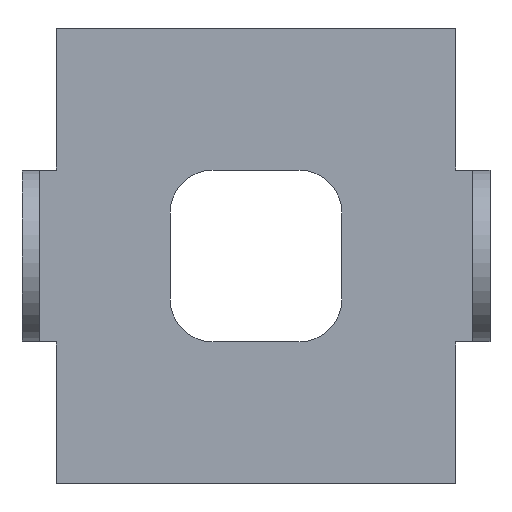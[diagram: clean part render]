
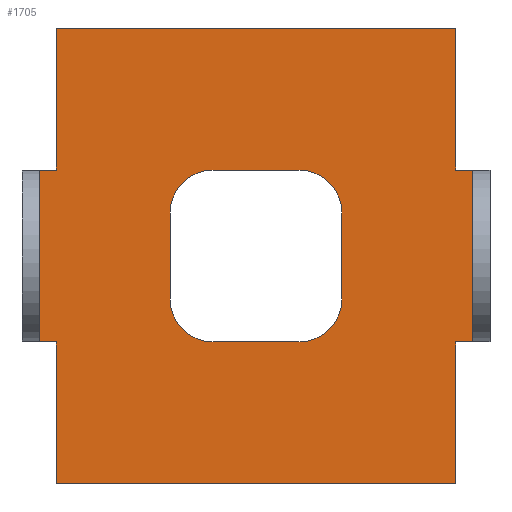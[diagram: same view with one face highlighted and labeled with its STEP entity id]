
A CAD part, front view. The second image highlights one B-rep face of the part: STEP entity #1705.
In plain terms, the highlighted planar face has unit normal (0, -1, 0).
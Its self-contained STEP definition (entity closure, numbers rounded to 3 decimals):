
#100=FACE_BOUND('',#351,.T.);
#115=PLANE('',#1899);
#185=FACE_OUTER_BOUND('',#350,.T.);
#350=EDGE_LOOP('',(#1479,#1480,#1481,#1482,#1483,#1484,#1485,#1486,#1487,
#1488,#1489,#1490));
#351=EDGE_LOOP('',(#1491,#1492,#1493,#1494,#1495,#1496,#1497,#1498));
#421=LINE('',#2696,#551);
#425=LINE('',#2709,#555);
#441=LINE('',#2756,#571);
#445=LINE('',#2765,#575);
#456=LINE('',#2790,#586);
#458=LINE('',#2794,#588);
#461=LINE('',#2799,#591);
#465=LINE('',#2805,#595);
#471=LINE('',#2815,#601);
#479=LINE('',#2837,#609);
#480=LINE('',#2838,#610);
#481=LINE('',#2839,#611);
#482=LINE('',#2842,#612);
#483=LINE('',#2846,#613);
#484=LINE('',#2850,#614);
#485=LINE('',#2854,#615);
#551=VECTOR('',#2235,1000.);
#555=VECTOR('',#2245,1000.);
#571=VECTOR('',#2279,1000.);
#575=VECTOR('',#2285,1000.);
#586=VECTOR('',#2304,1000.);
#588=VECTOR('',#2308,1000.);
#591=VECTOR('',#2313,1000.);
#595=VECTOR('',#2319,1000.);
#601=VECTOR('',#2327,1000.);
#609=VECTOR('',#2347,1000.);
#610=VECTOR('',#2348,1000.);
#611=VECTOR('',#2349,1000.);
#612=VECTOR('',#2350,1000.);
#613=VECTOR('',#2353,1000.);
#614=VECTOR('',#2356,1000.);
#615=VECTOR('',#2359,1000.);
#735=CIRCLE('',#1900,5.);
#736=CIRCLE('',#1901,5.);
#737=CIRCLE('',#1902,5.);
#738=CIRCLE('',#1903,5.);
#829=VERTEX_POINT('',#2694);
#830=VERTEX_POINT('',#2695);
#835=VERTEX_POINT('',#2707);
#836=VERTEX_POINT('',#2708);
#857=VERTEX_POINT('',#2753);
#858=VERTEX_POINT('',#2755);
#861=VERTEX_POINT('',#2762);
#862=VERTEX_POINT('',#2764);
#872=VERTEX_POINT('',#2788);
#873=VERTEX_POINT('',#2793);
#875=VERTEX_POINT('',#2804);
#878=VERTEX_POINT('',#2813);
#887=VERTEX_POINT('',#2840);
#888=VERTEX_POINT('',#2841);
#889=VERTEX_POINT('',#2843);
#890=VERTEX_POINT('',#2845);
#891=VERTEX_POINT('',#2847);
#892=VERTEX_POINT('',#2849);
#893=VERTEX_POINT('',#2851);
#894=VERTEX_POINT('',#2853);
#1027=EDGE_CURVE('',#829,#830,#421,.T.);
#1033=EDGE_CURVE('',#835,#836,#425,.T.);
#1055=EDGE_CURVE('',#858,#857,#441,.T.);
#1059=EDGE_CURVE('',#861,#862,#445,.T.);
#1072=EDGE_CURVE('',#857,#872,#456,.T.);
#1074=EDGE_CURVE('',#858,#873,#458,.T.);
#1077=EDGE_CURVE('',#872,#836,#461,.T.);
#1081=EDGE_CURVE('',#862,#875,#465,.T.);
#1087=EDGE_CURVE('',#861,#878,#471,.T.);
#1099=EDGE_CURVE('',#829,#878,#479,.T.);
#1100=EDGE_CURVE('',#830,#873,#480,.T.);
#1101=EDGE_CURVE('',#875,#835,#481,.T.);
#1102=EDGE_CURVE('',#887,#888,#482,.T.);
#1103=EDGE_CURVE('',#887,#889,#735,.T.);
#1104=EDGE_CURVE('',#890,#889,#483,.T.);
#1105=EDGE_CURVE('',#890,#891,#736,.T.);
#1106=EDGE_CURVE('',#891,#892,#484,.T.);
#1107=EDGE_CURVE('',#892,#893,#737,.T.);
#1108=EDGE_CURVE('',#893,#894,#485,.T.);
#1109=EDGE_CURVE('',#894,#888,#738,.T.);
#1479=ORIENTED_EDGE('',*,*,#1081,.F.);
#1480=ORIENTED_EDGE('',*,*,#1059,.F.);
#1481=ORIENTED_EDGE('',*,*,#1087,.T.);
#1482=ORIENTED_EDGE('',*,*,#1099,.F.);
#1483=ORIENTED_EDGE('',*,*,#1027,.T.);
#1484=ORIENTED_EDGE('',*,*,#1100,.T.);
#1485=ORIENTED_EDGE('',*,*,#1074,.F.);
#1486=ORIENTED_EDGE('',*,*,#1055,.T.);
#1487=ORIENTED_EDGE('',*,*,#1072,.T.);
#1488=ORIENTED_EDGE('',*,*,#1077,.T.);
#1489=ORIENTED_EDGE('',*,*,#1033,.F.);
#1490=ORIENTED_EDGE('',*,*,#1101,.F.);
#1491=ORIENTED_EDGE('',*,*,#1102,.F.);
#1492=ORIENTED_EDGE('',*,*,#1103,.T.);
#1493=ORIENTED_EDGE('',*,*,#1104,.F.);
#1494=ORIENTED_EDGE('',*,*,#1105,.T.);
#1495=ORIENTED_EDGE('',*,*,#1106,.T.);
#1496=ORIENTED_EDGE('',*,*,#1107,.T.);
#1497=ORIENTED_EDGE('',*,*,#1108,.T.);
#1498=ORIENTED_EDGE('',*,*,#1109,.T.);
#1705=ADVANCED_FACE('',(#185,#100),#115,.T.);
#1899=AXIS2_PLACEMENT_3D('',#2836,#2345,#2346);
#1900=AXIS2_PLACEMENT_3D('',#2844,#2351,#2352);
#1901=AXIS2_PLACEMENT_3D('',#2848,#2354,#2355);
#1902=AXIS2_PLACEMENT_3D('',#2852,#2357,#2358);
#1903=AXIS2_PLACEMENT_3D('',#2855,#2360,#2361);
#2235=DIRECTION('',(1.,0.,0.));
#2245=DIRECTION('',(1.,0.,0.));
#2279=DIRECTION('',(0.,0.,1.));
#2285=DIRECTION('',(0.,0.,1.));
#2304=DIRECTION('',(-1.,0.,0.));
#2308=DIRECTION('',(-1.,0.,0.));
#2313=DIRECTION('',(0.,0.,1.));
#2319=DIRECTION('',(1.,0.,0.));
#2327=DIRECTION('',(1.,0.,0.));
#2345=DIRECTION('center_axis',(0.,-1.,0.));
#2346=DIRECTION('ref_axis',(0.,0.,-1.));
#2347=DIRECTION('',(0.,0.,1.));
#2348=DIRECTION('',(0.,0.,1.));
#2349=DIRECTION('',(0.,0.,1.));
#2350=DIRECTION('',(-1.,0.,0.));
#2351=DIRECTION('center_axis',(0.,1.,0.));
#2352=DIRECTION('ref_axis',(0.,0.,-1.));
#2353=DIRECTION('',(0.,0.,1.));
#2354=DIRECTION('center_axis',(0.,1.,0.));
#2355=DIRECTION('ref_axis',(0.,0.,-1.));
#2356=DIRECTION('',(-1.,0.,0.));
#2357=DIRECTION('center_axis',(0.,1.,0.));
#2358=DIRECTION('ref_axis',(0.,0.,-1.));
#2359=DIRECTION('',(0.,0.,1.));
#2360=DIRECTION('center_axis',(0.,1.,0.));
#2361=DIRECTION('ref_axis',(0.,0.,-1.));
#2694=CARTESIAN_POINT('',(-7.,-9.013,-51.));
#2695=CARTESIAN_POINT('',(39.429,-9.013,-51.));
#2696=CARTESIAN_POINT('',(39.429,-9.013,-51.));
#2707=CARTESIAN_POINT('',(-7.,-9.013,2.));
#2708=CARTESIAN_POINT('',(39.429,-9.013,2.));
#2709=CARTESIAN_POINT('',(-33.571,-9.013,2.));
#2753=CARTESIAN_POINT('',(41.429,-9.013,-14.5));
#2755=CARTESIAN_POINT('',(41.429,-9.013,-34.5));
#2756=CARTESIAN_POINT('',(41.429,-9.013,-34.5));
#2762=CARTESIAN_POINT('',(-9.,-9.013,-34.5));
#2764=CARTESIAN_POINT('',(-9.,-9.013,-14.5));
#2765=CARTESIAN_POINT('',(-9.,-9.013,-34.5));
#2788=CARTESIAN_POINT('',(39.429,-9.013,-14.5));
#2790=CARTESIAN_POINT('',(39.429,-9.013,-14.5));
#2793=CARTESIAN_POINT('',(39.429,-9.013,-34.5));
#2794=CARTESIAN_POINT('',(39.429,-9.013,-34.5));
#2799=CARTESIAN_POINT('',(39.429,-9.013,-51.));
#2804=CARTESIAN_POINT('',(-7.,-9.013,-14.5));
#2805=CARTESIAN_POINT('',(-7.,-9.013,-14.5));
#2813=CARTESIAN_POINT('',(-7.,-9.013,-34.5));
#2815=CARTESIAN_POINT('',(-7.,-9.013,-34.5));
#2836=CARTESIAN_POINT('Origin',(-7.,-9.013,-34.5));
#2837=CARTESIAN_POINT('',(-7.,-9.013,-51.));
#2838=CARTESIAN_POINT('',(39.429,-9.013,-51.));
#2839=CARTESIAN_POINT('',(-7.,-9.013,-51.));
#2840=CARTESIAN_POINT('',(21.215,-9.013,-14.5));
#2841=CARTESIAN_POINT('',(11.215,-9.013,-14.5));
#2842=CARTESIAN_POINT('',(-7.,-9.013,-14.5));
#2843=CARTESIAN_POINT('',(26.215,-9.013,-19.5));
#2844=CARTESIAN_POINT('Origin',(21.215,-9.013,-19.5));
#2845=CARTESIAN_POINT('',(26.215,-9.013,-29.5));
#2846=CARTESIAN_POINT('',(26.215,-9.013,-34.5));
#2847=CARTESIAN_POINT('',(21.215,-9.013,-34.5));
#2848=CARTESIAN_POINT('Origin',(21.215,-9.013,-29.5));
#2849=CARTESIAN_POINT('',(11.215,-9.013,-34.5));
#2850=CARTESIAN_POINT('',(-7.,-9.013,-34.5));
#2851=CARTESIAN_POINT('',(6.215,-9.013,-29.5));
#2852=CARTESIAN_POINT('Origin',(11.215,-9.013,-29.5));
#2853=CARTESIAN_POINT('',(6.215,-9.013,-19.5));
#2854=CARTESIAN_POINT('',(6.215,-9.013,-34.5));
#2855=CARTESIAN_POINT('Origin',(11.215,-9.013,-19.5));
